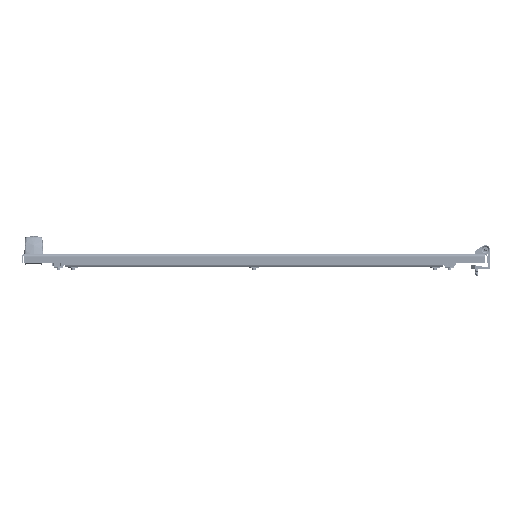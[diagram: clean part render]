
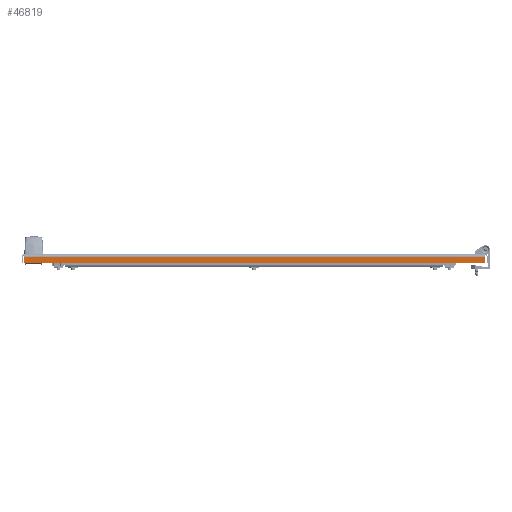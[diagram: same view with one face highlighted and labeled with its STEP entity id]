
A CAD part, front view. The second image highlights one B-rep face of the part: STEP entity #46819.
In plain terms, the highlighted planar face has unit normal (0, -1, 0).
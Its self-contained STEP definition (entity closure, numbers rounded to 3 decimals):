
#3613 = VERTEX_POINT ( 'NONE', #14638 ) ;
#4038 = ORIENTED_EDGE ( 'NONE', *, *, #29493, .F. ) ;
#6150 = FACE_OUTER_BOUND ( 'NONE', #10575, .T. ) ;
#8473 = VECTOR ( 'NONE', #25990, 1000. ) ;
#9677 = DIRECTION ( 'NONE',  ( -1., 0., 0. ) ) ;
#10575 = EDGE_LOOP ( 'NONE', ( #83173, #52863, #58216, #4038 ) ) ;
#12074 = CARTESIAN_POINT ( 'NONE',  ( -393., -595., -4. ) ) ;
#14638 = CARTESIAN_POINT ( 'NONE',  ( -393., -595., -15.8 ) ) ;
#16272 = EDGE_CURVE ( 'NONE', #3613, #70267, #51258, .T. ) ;
#17672 = LINE ( 'NONE', #70883, #53214 ) ;
#18988 = VERTEX_POINT ( 'NONE', #47451 ) ;
#24926 = PLANE ( 'NONE',  #31554 ) ;
#25990 = DIRECTION ( 'NONE',  ( 0., 0., 1. ) ) ;
#29493 = EDGE_CURVE ( 'NONE', #18988, #3613, #36256, .T. ) ;
#31554 = AXIS2_PLACEMENT_3D ( 'NONE', #46653, #65903, #85985 ) ;
#32618 = CARTESIAN_POINT ( 'NONE',  ( 393., -595., -4. ) ) ;
#36256 = LINE ( 'NONE', #42797, #77348 ) ;
#37196 = EDGE_CURVE ( 'NONE', #70267, #85914, #17672, .T. ) ;
#38305 = VECTOR ( 'NONE', #52474, 1000. ) ;
#40242 = CARTESIAN_POINT ( 'NONE',  ( 393., -595., 0. ) ) ;
#42797 = CARTESIAN_POINT ( 'NONE',  ( 395., -595., -15.8 ) ) ;
#46653 = CARTESIAN_POINT ( 'NONE',  ( 0., -595., 0. ) ) ;
#46819 = ADVANCED_FACE ( 'NONE', ( #6150 ), #24926, .F. ) ;
#47451 = CARTESIAN_POINT ( 'NONE',  ( 393., -595., -15.8 ) ) ;
#51258 = LINE ( 'NONE', #84889, #8473 ) ;
#52474 = DIRECTION ( 'NONE',  ( 0., 0., 1. ) ) ;
#52863 = ORIENTED_EDGE ( 'NONE', *, *, #37196, .F. ) ;
#53214 = VECTOR ( 'NONE', #70458, 1000. ) ;
#58216 = ORIENTED_EDGE ( 'NONE', *, *, #16272, .F. ) ;
#62199 = EDGE_CURVE ( 'NONE', #18988, #85914, #79553, .T. ) ;
#65903 = DIRECTION ( 'NONE',  ( 0., 1., 0. ) ) ;
#70267 = VERTEX_POINT ( 'NONE', #12074 ) ;
#70458 = DIRECTION ( 'NONE',  ( 1., 0., 0. ) ) ;
#70883 = CARTESIAN_POINT ( 'NONE',  ( 0., -595., -4. ) ) ;
#77348 = VECTOR ( 'NONE', #9677, 1000. ) ;
#79553 = LINE ( 'NONE', #40242, #38305 ) ;
#83173 = ORIENTED_EDGE ( 'NONE', *, *, #62199, .T. ) ;
#84889 = CARTESIAN_POINT ( 'NONE',  ( -393., -595., 0. ) ) ;
#85914 = VERTEX_POINT ( 'NONE', #32618 ) ;
#85985 = DIRECTION ( 'NONE',  ( 0., 0., 1. ) ) ;
